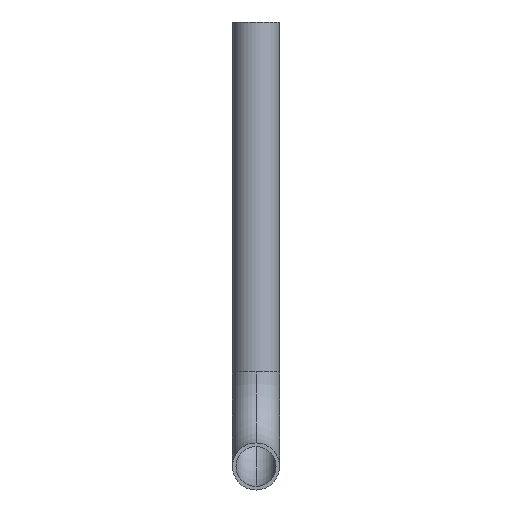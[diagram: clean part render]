
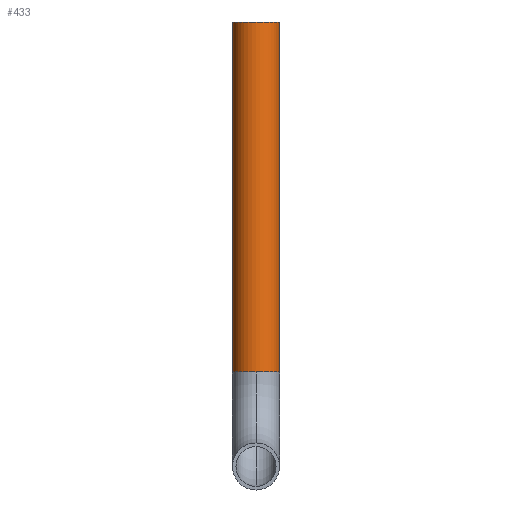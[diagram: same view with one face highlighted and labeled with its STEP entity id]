
A CAD part, front view. The second image highlights one B-rep face of the part: STEP entity #433.
In plain terms, the highlighted cylindrical face has radius 13.45 mm (diameter 26.9 mm), a partial arc.
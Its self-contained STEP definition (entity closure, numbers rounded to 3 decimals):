
#1 = CARTESIAN_POINT ( 'NONE',  ( -13.45, 254., 54. ) ) ;
#27 = EDGE_CURVE ( 'NONE', #2266, #10102, #514, .T. ) ;
#179 = VERTEX_POINT ( 'NONE', #3342 ) ;
#359 = AXIS2_PLACEMENT_3D ( 'NONE', #4236, #3359, #9593 ) ;
#433 = ADVANCED_FACE ( 'NONE', ( #8916 ), #8626, .T. ) ;
#486 = CARTESIAN_POINT ( 'NONE',  ( 0., 254., 254. ) ) ;
#514 = LINE ( 'NONE', #1489, #6213 ) ;
#1012 = CARTESIAN_POINT ( 'NONE',  ( 0., 254., 54. ) ) ;
#1086 = EDGE_LOOP ( 'NONE', ( #4227, #11068, #4796, #3518, #3143 ) ) ;
#1330 = CARTESIAN_POINT ( 'NONE',  ( 13.45, 254., 54. ) ) ;
#1453 = VERTEX_POINT ( 'NONE', #2391 ) ;
#1489 = CARTESIAN_POINT ( 'NONE',  ( 13.45, 254., 54. ) ) ;
#1686 = AXIS2_PLACEMENT_3D ( 'NONE', #486, #4888, #5774 ) ;
#1810 = CIRCLE ( 'NONE', #1686, 13.45 ) ;
#2266 = VERTEX_POINT ( 'NONE', #1330 ) ;
#2391 = CARTESIAN_POINT ( 'NONE',  ( -13.45, 254., 254. ) ) ;
#2658 = LINE ( 'NONE', #4286, #11522 ) ;
#3143 = ORIENTED_EDGE ( 'NONE', *, *, #5578, .F. ) ;
#3342 = CARTESIAN_POINT ( 'NONE',  ( 0., 240.55, 54. ) ) ;
#3359 = DIRECTION ( 'NONE',  ( 0., 0., 1. ) ) ;
#3518 = ORIENTED_EDGE ( 'NONE', *, *, #27, .T. ) ;
#3922 = EDGE_CURVE ( 'NONE', #179, #2266, #9444, .T. ) ;
#4227 = ORIENTED_EDGE ( 'NONE', *, *, #10288, .F. ) ;
#4236 = CARTESIAN_POINT ( 'NONE',  ( 0., 254., 54. ) ) ;
#4286 = CARTESIAN_POINT ( 'NONE',  ( -13.45, 254., 54. ) ) ;
#4796 = ORIENTED_EDGE ( 'NONE', *, *, #3922, .T. ) ;
#4841 = CIRCLE ( 'NONE', #359, 13.45 ) ;
#4888 = DIRECTION ( 'NONE',  ( 0., 0., 1. ) ) ;
#5276 = AXIS2_PLACEMENT_3D ( 'NONE', #1012, #7290, #8183 ) ;
#5578 = EDGE_CURVE ( 'NONE', #1453, #10102, #1810, .T. ) ;
#5774 = DIRECTION ( 'NONE',  ( 0., -1., 0. ) ) ;
#5792 = DIRECTION ( 'NONE',  ( 0., 0., 1. ) ) ;
#6213 = VECTOR ( 'NONE', #11253, 1000. ) ;
#7290 = DIRECTION ( 'NONE',  ( 0., 0., 1. ) ) ;
#7612 = DIRECTION ( 'NONE',  ( 1., 0., 0. ) ) ;
#8183 = DIRECTION ( 'NONE',  ( 0., -1., 0. ) ) ;
#8277 = AXIS2_PLACEMENT_3D ( 'NONE', #9325, #5792, #7612 ) ;
#8626 = CYLINDRICAL_SURFACE ( 'NONE', #8277, 13.45 ) ;
#8854 = VERTEX_POINT ( 'NONE', #1 ) ;
#8916 = FACE_OUTER_BOUND ( 'NONE', #1086, .T. ) ;
#9325 = CARTESIAN_POINT ( 'NONE',  ( 0., 254., 54. ) ) ;
#9444 = CIRCLE ( 'NONE', #5276, 13.45 ) ;
#9593 = DIRECTION ( 'NONE',  ( 0., -1., 0. ) ) ;
#10102 = VERTEX_POINT ( 'NONE', #10849 ) ;
#10288 = EDGE_CURVE ( 'NONE', #8854, #1453, #2658, .T. ) ;
#10342 = EDGE_CURVE ( 'NONE', #8854, #179, #4841, .T. ) ;
#10348 = DIRECTION ( 'NONE',  ( 0., 0., 1. ) ) ;
#10849 = CARTESIAN_POINT ( 'NONE',  ( 13.45, 254., 254. ) ) ;
#11068 = ORIENTED_EDGE ( 'NONE', *, *, #10342, .T. ) ;
#11253 = DIRECTION ( 'NONE',  ( 0., 0., 1. ) ) ;
#11522 = VECTOR ( 'NONE', #10348, 1000. ) ;
